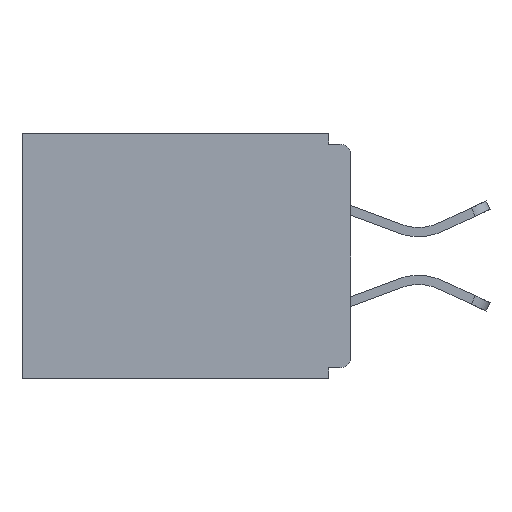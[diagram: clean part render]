
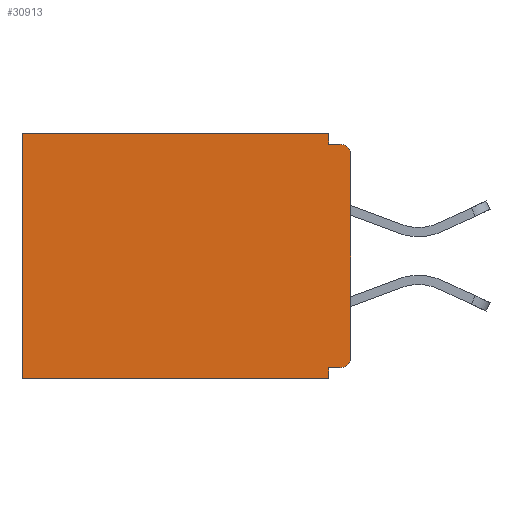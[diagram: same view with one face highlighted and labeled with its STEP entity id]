
A CAD part, left-side view. The second image highlights one B-rep face of the part: STEP entity #30913.
In plain terms, the highlighted planar face has unit normal (-1, 0, 0).
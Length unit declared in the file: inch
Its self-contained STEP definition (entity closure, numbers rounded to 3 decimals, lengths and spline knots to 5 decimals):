
#437 = AXIS2_PLACEMENT_3D ( 'NONE', #602, #19601, #22304 ) ;
#602 = CARTESIAN_POINT ( 'NONE',  ( 0.298, 0., 0. ) ) ;
#972 = VERTEX_POINT ( 'NONE', #30468 ) ;
#1061 = EDGE_CURVE ( 'NONE', #972, #16048, #22860, .T. ) ;
#1074 = DIRECTION ( 'NONE',  ( -1., 0., 0. ) ) ;
#2292 = VECTOR ( 'NONE', #18964, 39.37008 ) ;
#2510 = EDGE_CURVE ( 'NONE', #11350, #23152, #26840, .T. ) ;
#3581 = AXIS2_PLACEMENT_3D ( 'NONE', #16172, #21109, #11104 ) ;
#3759 = VECTOR ( 'NONE', #27819, 39.37008 ) ;
#3847 = VERTEX_POINT ( 'NONE', #7466 ) ;
#5337 = CARTESIAN_POINT ( 'NONE',  ( 0.298, 0.46, 0. ) ) ;
#5626 = PLANE ( 'NONE',  #437 ) ;
#6094 = LINE ( 'NONE', #30489, #7573 ) ;
#6105 = ORIENTED_EDGE ( 'NONE', *, *, #20527, .F. ) ;
#6219 = CARTESIAN_POINT ( 'NONE',  ( 0.298, 0., 0. ) ) ;
#6401 = CARTESIAN_POINT ( 'NONE',  ( 0.298, 0.031, -0.343 ) ) ;
#7466 = CARTESIAN_POINT ( 'NONE',  ( 0.298, 0.031, 0. ) ) ;
#7573 = VECTOR ( 'NONE', #18712, 39.37008 ) ;
#7722 = VERTEX_POINT ( 'NONE', #16742 ) ;
#7734 = EDGE_CURVE ( 'NONE', #972, #18873, #13062, .T. ) ;
#8125 = EDGE_CURVE ( 'NONE', #10374, #7722, #10842, .T. ) ;
#8301 = CARTESIAN_POINT ( 'NONE',  ( 0.298, 0.031, -0.343 ) ) ;
#8753 = EDGE_CURVE ( 'NONE', #10374, #16048, #10410, .T. ) ;
#8958 = ORIENTED_EDGE ( 'NONE', *, *, #14237, .T. ) ;
#9539 = VERTEX_POINT ( 'NONE', #17824 ) ;
#9938 = LINE ( 'NONE', #26941, #11434 ) ;
#10374 = VERTEX_POINT ( 'NONE', #15887 ) ;
#10410 = LINE ( 'NONE', #31004, #15964 ) ;
#10842 = CIRCLE ( 'NONE', #19375, 0.015 ) ;
#11104 = DIRECTION ( 'NONE',  ( 0., 0., -1. ) ) ;
#11350 = VERTEX_POINT ( 'NONE', #5337 ) ;
#11434 = VECTOR ( 'NONE', #15009, 39.37008 ) ;
#13062 = LINE ( 'NONE', #16538, #2292 ) ;
#14237 = EDGE_CURVE ( 'NONE', #3847, #11350, #28488, .T. ) ;
#15009 = DIRECTION ( 'NONE',  ( 0., 0., -1. ) ) ;
#15271 = LINE ( 'NONE', #6401, #3759 ) ;
#15287 = DIRECTION ( 'NONE',  ( 0., 0., -1. ) ) ;
#15453 = DIRECTION ( 'NONE',  ( 0., 1., 0. ) ) ;
#15887 = CARTESIAN_POINT ( 'NONE',  ( 0.298, 0., -0.03 ) ) ;
#15964 = VECTOR ( 'NONE', #28658, 39.37008 ) ;
#16048 = VERTEX_POINT ( 'NONE', #29084 ) ;
#16172 = CARTESIAN_POINT ( 'NONE',  ( 0.298, 0.015, -0.313 ) ) ;
#16296 = VERTEX_POINT ( 'NONE', #8301 ) ;
#16405 = ORIENTED_EDGE ( 'NONE', *, *, #24511, .F. ) ;
#16468 = VECTOR ( 'NONE', #15453, 39.37008 ) ;
#16538 = CARTESIAN_POINT ( 'NONE',  ( 0.298, 0., -0.328 ) ) ;
#16540 = LINE ( 'NONE', #22179, #21803 ) ;
#16742 = CARTESIAN_POINT ( 'NONE',  ( 0.298, 0.015, -0.015 ) ) ;
#17130 = VECTOR ( 'NONE', #15287, 39.37008 ) ;
#17824 = CARTESIAN_POINT ( 'NONE',  ( 0.298, 0.031, -0.015 ) ) ;
#18712 = DIRECTION ( 'NONE',  ( 0., -1., 0. ) ) ;
#18873 = VERTEX_POINT ( 'NONE', #29604 ) ;
#18964 = DIRECTION ( 'NONE',  ( 0., 1., 0. ) ) ;
#18987 = CARTESIAN_POINT ( 'NONE',  ( 0.298, 0.46, -0.343 ) ) ;
#19375 = AXIS2_PLACEMENT_3D ( 'NONE', #22472, #1074, #24972 ) ;
#19601 = DIRECTION ( 'NONE',  ( 1., 0., 0. ) ) ;
#20527 = EDGE_CURVE ( 'NONE', #18873, #16296, #15271, .T. ) ;
#20738 = EDGE_LOOP ( 'NONE', ( #30415, #16405, #29932, #8958, #22106, #25870, #6105, #29357, #26311, #26390 ) ) ;
#21109 = DIRECTION ( 'NONE',  ( -1., 0., 0. ) ) ;
#21803 = VECTOR ( 'NONE', #24276, 39.37008 ) ;
#22106 = ORIENTED_EDGE ( 'NONE', *, *, #2510, .T. ) ;
#22179 = CARTESIAN_POINT ( 'NONE',  ( 0.298, 0., -0.343 ) ) ;
#22304 = DIRECTION ( 'NONE',  ( 0., 0., -1. ) ) ;
#22472 = CARTESIAN_POINT ( 'NONE',  ( 0.298, 0.015, -0.03 ) ) ;
#22860 = CIRCLE ( 'NONE', #3581, 0.015 ) ;
#23152 = VERTEX_POINT ( 'NONE', #18987 ) ;
#24276 = DIRECTION ( 'NONE',  ( 0., 1., 0. ) ) ;
#24511 = EDGE_CURVE ( 'NONE', #9539, #7722, #6094, .T. ) ;
#24718 = CARTESIAN_POINT ( 'NONE',  ( 0.298, 0.46, 0. ) ) ;
#24972 = DIRECTION ( 'NONE',  ( 0., 0., -1. ) ) ;
#25870 = ORIENTED_EDGE ( 'NONE', *, *, #28857, .F. ) ;
#26311 = ORIENTED_EDGE ( 'NONE', *, *, #1061, .T. ) ;
#26390 = ORIENTED_EDGE ( 'NONE', *, *, #8753, .F. ) ;
#26840 = LINE ( 'NONE', #24718, #17130 ) ;
#26941 = CARTESIAN_POINT ( 'NONE',  ( 0.298, 0.031, -0.343 ) ) ;
#27269 = FACE_OUTER_BOUND ( 'NONE', #20738, .T. ) ;
#27819 = DIRECTION ( 'NONE',  ( 0., 0., -1. ) ) ;
#27921 = EDGE_CURVE ( 'NONE', #3847, #9539, #9938, .T. ) ;
#28488 = LINE ( 'NONE', #6219, #16468 ) ;
#28658 = DIRECTION ( 'NONE',  ( 0., 0., -1. ) ) ;
#28857 = EDGE_CURVE ( 'NONE', #16296, #23152, #16540, .T. ) ;
#29084 = CARTESIAN_POINT ( 'NONE',  ( 0.298, 0., -0.313 ) ) ;
#29357 = ORIENTED_EDGE ( 'NONE', *, *, #7734, .F. ) ;
#29604 = CARTESIAN_POINT ( 'NONE',  ( 0.298, 0.031, -0.328 ) ) ;
#29932 = ORIENTED_EDGE ( 'NONE', *, *, #27921, .F. ) ;
#30415 = ORIENTED_EDGE ( 'NONE', *, *, #8125, .T. ) ;
#30468 = CARTESIAN_POINT ( 'NONE',  ( 0.298, 0.015, -0.328 ) ) ;
#30489 = CARTESIAN_POINT ( 'NONE',  ( 0.298, 0., -0.015 ) ) ;
#30913 = ADVANCED_FACE ( 'NONE', ( #27269 ), #5626, .F. ) ;
#31004 = CARTESIAN_POINT ( 'NONE',  ( 0.298, 0., 0. ) ) ;
